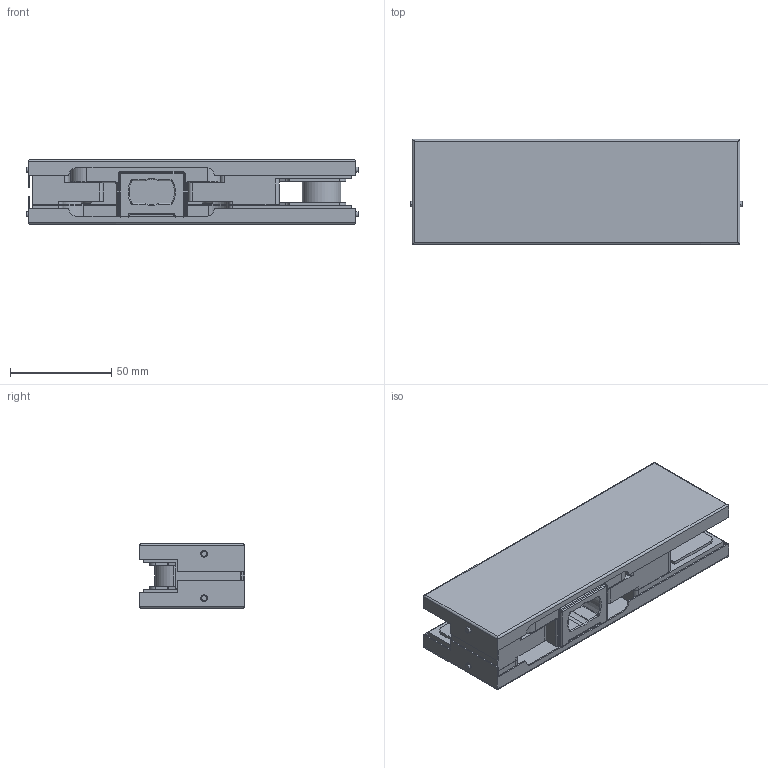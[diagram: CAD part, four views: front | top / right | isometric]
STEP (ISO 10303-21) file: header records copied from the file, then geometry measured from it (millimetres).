
FILE_DESCRIPTION (( 'STEP AP203' ), '1' );
FILE_NAME ('GS-304_ZP-800_S.STEP', '2019-03-27T06:53:56', ( '' ), ( '' ), 'SwSTEP 2.0', 'SolidWorks 2018', '' );
FILE_SCHEMA (( 'CONFIG_CONTROL_DESIGN' ));
Length unit declared in the file: millimetre
Products named in the file (5): GS-304_ZP-800_S.P2; GS-304_ZP-800_S.P3; GS-304_ZP-800_S.P4; GS-304_ZP-800_S.P1; GS-304_ZP-800_S
Assembly tree (5 placements, depth 2):
  GS-304_ZP-800_S
    GS-304_ZP-800_S.P1
    GS-304_ZP-800_S.P2
    GS-304_ZP-800_S.P3
    GS-304_ZP-800_S.P4  x2
Bounding box: 164.2 x 52 x 32 mm (x, y, z)
Volume: 171573.8 mm3; surface area: 101101.6 mm2
Topology: 8 solids, 8 shells, 312 faces, 742 edges, 438 vertices
Faces by surface type: cylinder 141, plane 112, torus 35, sphere 20, cone 4
Entity records: 8856 total; most frequent: DIRECTION 1567, CARTESIAN_POINT 1442, ORIENTED_EDGE 1360, EDGE_CURVE 680, AXIS2_PLACEMENT_3D 599, VERTEX_POINT 410, LINE 369, VECTOR 369
